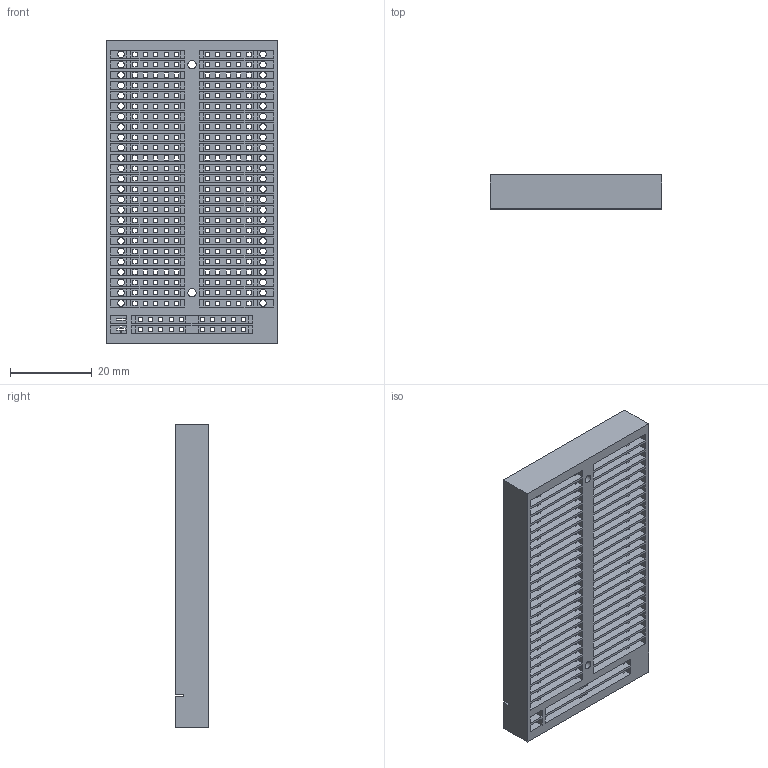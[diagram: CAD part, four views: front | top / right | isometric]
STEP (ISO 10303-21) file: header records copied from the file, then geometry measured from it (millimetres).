
FILE_DESCRIPTION(/* description */ (''),/* implementation_level */ '2;1');
FILE_NAME(/* name */ '20200707_basic_thin_with LED(25).stp',/* time_stamp */ '2020-07-07T11:24:30+09:00',/* author */ ('Seungwoo Je'),/* organization */ (''),/* preprocessor_version */ 'ST-DEVELOPER v17',/* originating_system */ 'Autodesk Inventor 2018',/* authorisation */ '');
FILE_SCHEMA (('AUTOMOTIVE_DESIGN { 1 0 10303 214 3 1 1 }'));
Products named in the file (1): 20200703_basic_thin_with LED(25)
Bounding box: 42 x 8.3 x 74.47 mm (x, y, z)
Volume: 12730.8 mm3; surface area: 24709.2 mm2
Topology: 1 solids, 1 shells, 2856 faces, 7320 edges, 4520 vertices
Faces by surface type: plane 1712, cylinder 1144
Full cylindrical faces by diameter (mm): 1.6 x50, 2 x2
Entity records: 85807 total; most frequent: CARTESIAN_POINT 14697, ORIENTED_EDGE 14640, DIRECTION 14262, EDGE_CURVE 7320, LINE 6092, VECTOR 6092, VERTEX_POINT 4520, AXIS2_PLACEMENT_3D 4085
